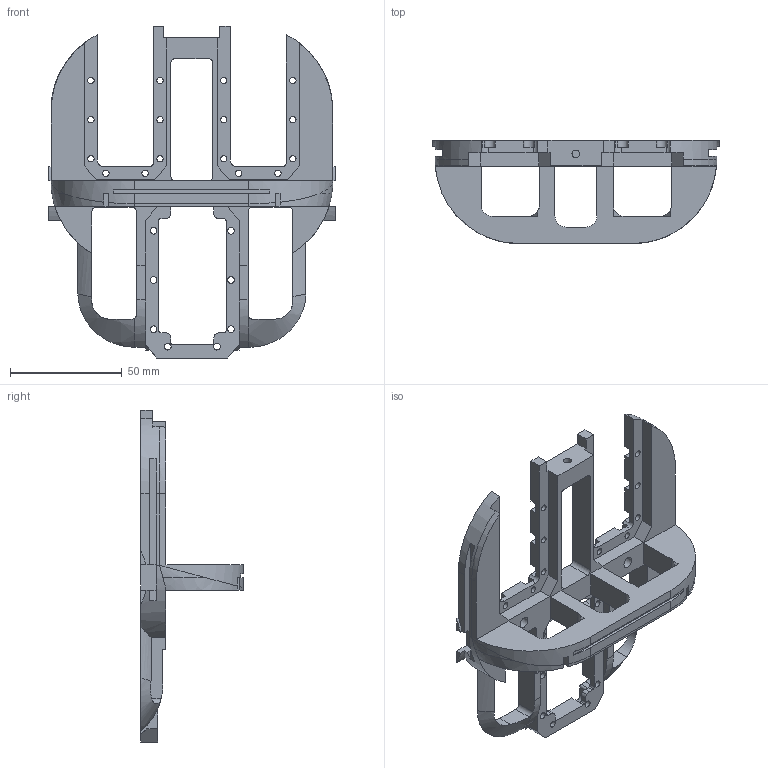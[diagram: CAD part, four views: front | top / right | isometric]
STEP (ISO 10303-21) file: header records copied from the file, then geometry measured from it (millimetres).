
FILE_DESCRIPTION(/* description */ (''),/* implementation_level */ '2;1');
FILE_NAME(/* name */ '5502ea60-bea3-429a-bd5a-1ed6ca93fc7a.stp',/* time_stamp */ '2019-03-12T20:05:13+01:00',/* author */ (''),/* organization */ (''),/* preprocessor_version */ 'ST-DEVELOPER v17.2',/* originating_system */ 'Autodesk Translation Framework v7.6.0.251',/* authorisation */ '');
FILE_SCHEMA (('AUTOMOTIVE_DESIGN { 1 0 10303 214 3 1 1 }'));
Length unit declared in the file: millimetre
Products named in the file (1): HorizontalMount
Bounding box: 128.32 x 45.97 x 148.49 mm (x, y, z)
Volume: 88943 mm3; surface area: 39090.7 mm2
Topology: 1 solids, 1 shells, 324 faces, 1003 edges, 671 vertices
Faces by surface type: plane 201, cylinder 113, bspline 8, sphere 2
Full cylindrical faces by diameter (mm): 2.833 x16, 3 x8, 3.5 x2, 5 x2
Entity records: 12329 total; most frequent: CARTESIAN_POINT 2999, ORIENTED_EDGE 1998, DIRECTION 1901, EDGE_CURVE 999, LINE 687, VECTOR 687, VERTEX_POINT 671, AXIS2_PLACEMENT_3D 607
